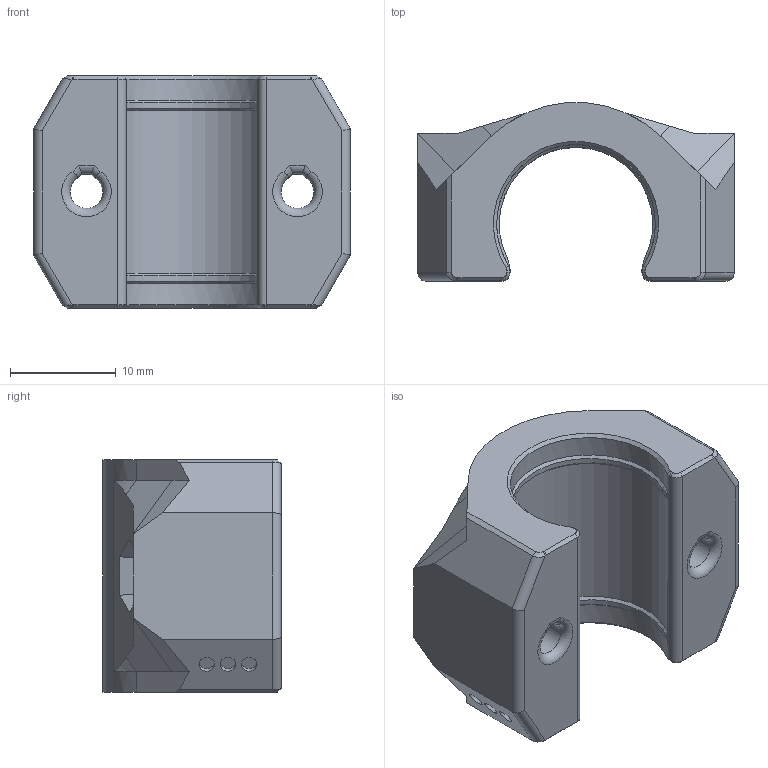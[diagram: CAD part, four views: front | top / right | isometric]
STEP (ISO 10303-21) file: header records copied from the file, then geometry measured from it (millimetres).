
FILE_DESCRIPTION(/* description */ (''),/* implementation_level */ '2;1');
FILE_NAME(/* name */ 'y_bearing_holder.step',/* time_stamp */ '2018-03-12T12:55:04+01:00',/* author */ ('gregsaun'),/* organization */ (''),/* preprocessor_version */ 'ST-DEVELOPER v16.13',/* originating_system */ 'Autodesk Translation Framework v6.5.0.72',/* authorisation */ '');
FILE_SCHEMA (('AUTOMOTIVE_DESIGN { 1 0 10303 214 3 1 1 }'));
Length unit declared in the file: millimetre
Products named in the file (1): y_bearing_holder_full_mk3
Bounding box: 30 x 16.88 x 22 mm (x, y, z)
Volume: 5446.5 mm3; surface area: 3047.3 mm2
Topology: 1 solids, 1 shells, 146 faces, 351 edges, 210 vertices
Faces by surface type: plane 71, cylinder 35, cone 26, bspline 12, torus 2
Full cylindrical faces by diameter (mm): 1.5 x3
Entity records: 4460 total; most frequent: CARTESIAN_POINT 1150, ORIENTED_EDGE 702, DIRECTION 631, EDGE_CURVE 351, LINE 237, VECTOR 237, VERTEX_POINT 210, AXIS2_PLACEMENT_3D 197
